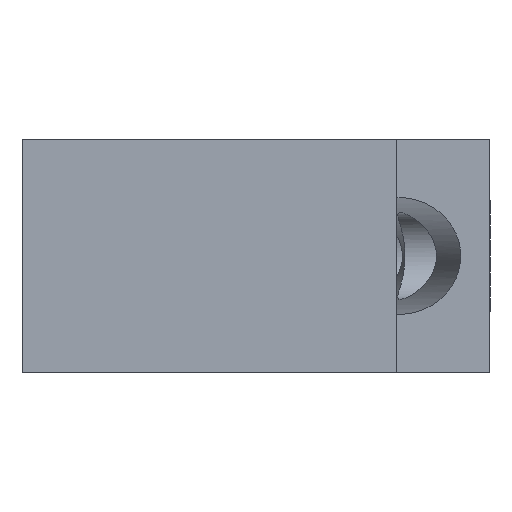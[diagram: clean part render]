
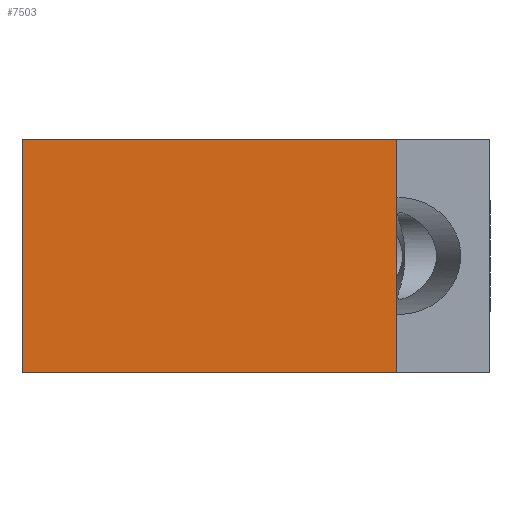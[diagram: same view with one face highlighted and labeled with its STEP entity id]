
A CAD part, left-side view. The second image highlights one B-rep face of the part: STEP entity #7503.
In plain terms, the highlighted planar face has unit normal (-1, 0, 0).
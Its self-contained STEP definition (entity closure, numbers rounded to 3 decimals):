
#855 = DIRECTION ( 'NONE',  ( 0., 0., -1. ) ) ;
#1025 = VERTEX_POINT ( 'NONE', #4372 ) ;
#1092 = CARTESIAN_POINT ( 'NONE',  ( -60., 20., 10. ) ) ;
#1146 = DIRECTION ( 'NONE',  ( 0., 0., -1. ) ) ;
#1155 = DIRECTION ( 'NONE',  ( 1., 0., 0. ) ) ;
#1173 = CARTESIAN_POINT ( 'NONE',  ( -60., 20., 10. ) ) ;
#1190 = PLANE ( 'NONE',  #3544 ) ;
#1421 = ORIENTED_EDGE ( 'NONE', *, *, #6620, .T. ) ;
#1494 = VERTEX_POINT ( 'NONE', #2489 ) ;
#1781 = LINE ( 'NONE', #3438, #2501 ) ;
#1840 = ORIENTED_EDGE ( 'NONE', *, *, #6552, .T. ) ;
#1894 = VECTOR ( 'NONE', #2433, 1000. ) ;
#1964 = EDGE_LOOP ( 'NONE', ( #1840, #4907, #4313, #1421 ) ) ;
#2149 = DIRECTION ( 'NONE',  ( 0., 0., -1. ) ) ;
#2160 = CARTESIAN_POINT ( 'NONE',  ( -60., 4., 10. ) ) ;
#2199 = CARTESIAN_POINT ( 'NONE',  ( -60., 20., 0. ) ) ;
#2433 = DIRECTION ( 'NONE',  ( 0., -1., 0. ) ) ;
#2486 = LINE ( 'NONE', #2160, #6843 ) ;
#2489 = CARTESIAN_POINT ( 'NONE',  ( -60., 4., 10. ) ) ;
#2501 = VECTOR ( 'NONE', #3417, 1000. ) ;
#3417 = DIRECTION ( 'NONE',  ( 0., -1., 0. ) ) ;
#3438 = CARTESIAN_POINT ( 'NONE',  ( -60., 20., 10. ) ) ;
#3508 = FACE_OUTER_BOUND ( 'NONE', #1964, .T. ) ;
#3544 = AXIS2_PLACEMENT_3D ( 'NONE', #1173, #1155, #1146 ) ;
#4313 = ORIENTED_EDGE ( 'NONE', *, *, #6497, .F. ) ;
#4351 = VERTEX_POINT ( 'NONE', #5541 ) ;
#4372 = CARTESIAN_POINT ( 'NONE',  ( -60., 20., 0. ) ) ;
#4907 = ORIENTED_EDGE ( 'NONE', *, *, #6542, .F. ) ;
#5541 = CARTESIAN_POINT ( 'NONE',  ( -60., 20., 10. ) ) ;
#5743 = CARTESIAN_POINT ( 'NONE',  ( -60., 4., 0. ) ) ;
#6161 = VERTEX_POINT ( 'NONE', #5743 ) ;
#6497 = EDGE_CURVE ( 'NONE', #4351, #1494, #1781, .T. ) ;
#6542 = EDGE_CURVE ( 'NONE', #1494, #6161, #2486, .T. ) ;
#6552 = EDGE_CURVE ( 'NONE', #1025, #6161, #6989, .T. ) ;
#6620 = EDGE_CURVE ( 'NONE', #4351, #1025, #6821, .T. ) ;
#6821 = LINE ( 'NONE', #1092, #7465 ) ;
#6843 = VECTOR ( 'NONE', #2149, 1000. ) ;
#6989 = LINE ( 'NONE', #2199, #1894 ) ;
#7465 = VECTOR ( 'NONE', #855, 1000. ) ;
#7503 = ADVANCED_FACE ( 'NONE', ( #3508 ), #1190, .F. ) ;
